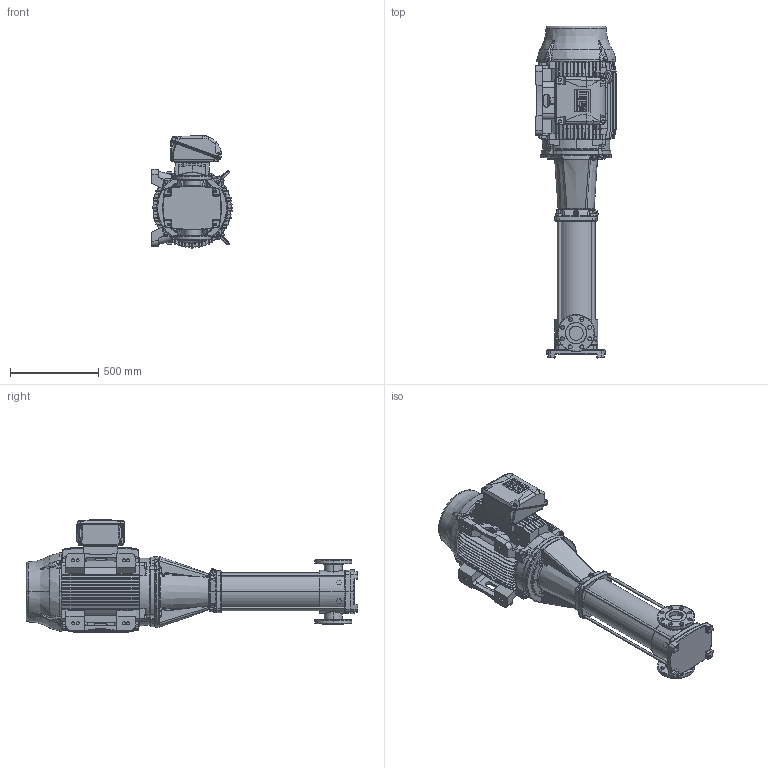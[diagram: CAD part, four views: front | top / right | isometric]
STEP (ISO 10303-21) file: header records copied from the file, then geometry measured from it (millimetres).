
FILE_DESCRIPTION (( 'STEP AP203' ), '1' );
FILE_NAME ('3350130 - MVI-225-7-60 HP-364TSC-304-E-575~3.step', '2022-03-31T15:31:32', ( '' ), ( '' ), 'SwSTEP 2.0', 'SolidWorks 2021', '' );
FILE_SCHEMA (( 'CONFIG_CONTROL_DESIGN' ));
Length unit declared in the file: inch
Products named in the file (5): sbi_n_45-7_flange(NEMA); TEFC MOTOR_3310246 - NEMA 60HP VH2 3~575V 364_5TSC TEFC; 3350130 - MVI-225-7-60 HP-364TSC-304-E-575~3; 3310246 - NEMA 60HP VH2 3~575V 364_5TSC TEFC; MVI PEO - [304-EPDM]_3304130 - MVI-225-7-60 HP-364TSC-304-E-S
Assembly tree (4 placements, depth 3):
  3350130 - MVI-225-7-60 HP-364TSC-304-E-575~3
    MVI PEO - [304-EPDM]_3304130 - MVI-225-7-60 HP-364TSC-304-E-S
      sbi_n_45-7_flange(NEMA)
    TEFC MOTOR_3310246 - NEMA 60HP VH2 3~575V 364_5TSC TEFC
      3310246 - NEMA 60HP VH2 3~575V 364_5TSC TEFC
Bounding box: 456.1 x 1877.66 x 634.31 mm (x, y, z)
Volume: 159269856.4 mm3; surface area: 5070209.2 mm2
Topology: 10 solids, 28 shells, 3530 faces, 9350 edges, 5954 vertices
Faces by surface type: plane 1457, cone 743, bspline 713, cylinder 617
Entity records: 184092 total; most frequent: CARTESIAN_POINT 103328, ORIENTED_EDGE 18544, DIRECTION 14108, EDGE_CURVE 9272, VERTEX_POINT 5954, AXIS2_PLACEMENT_3D 5098, VECTOR 3912, LINE 3912
